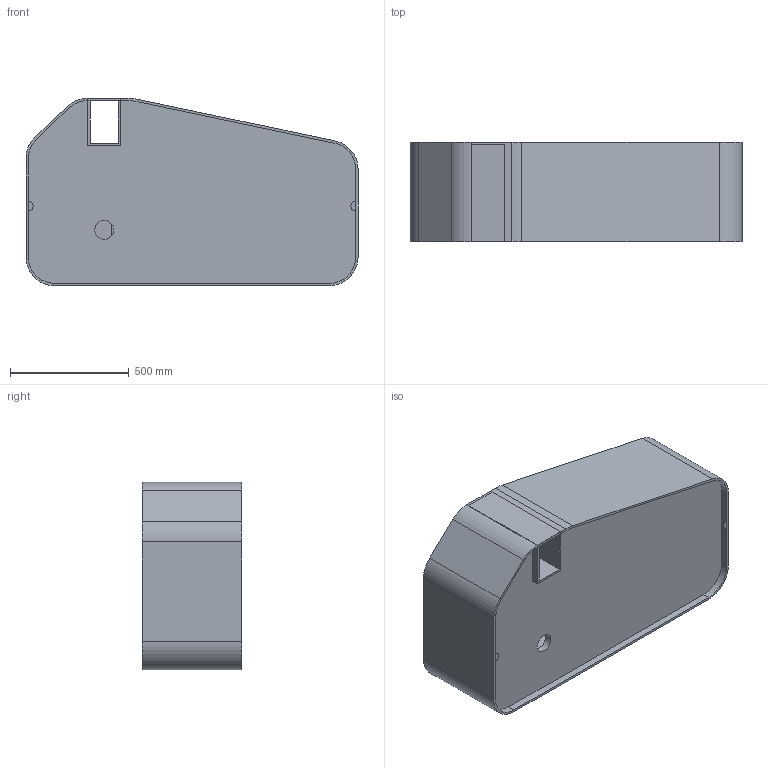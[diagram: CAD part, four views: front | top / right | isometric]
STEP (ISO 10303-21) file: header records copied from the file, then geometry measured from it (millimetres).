
FILE_DESCRIPTION(/* description */ (''),/* implementation_level */ '2;1');
FILE_NAME(/* name */ 'Border_Box',/* time_stamp */ '2018-04-13T16:44:02+01:00',/* author */ (''),/* organization */ (''),/* preprocessor_version */ 'ST-DEVELOPER v15',/* originating_system */ '',/* authorisation */ '');
FILE_SCHEMA (('AUTOMOTIVE_DESIGN'));
Length unit declared in the file: centimetre
Products named in the file (1): Document
Bounding box: 1400 x 420 x 790 mm (x, y, z)
Volume: 58569601.3 mm3; surface area: 8450133 mm2
Topology: 32 solids, 32 shells, 284 faces, 643 edges, 419 vertices
Faces by surface type: plane 158, bspline 126
Entity records: 7341 total; most frequent: CARTESIAN_POINT 3113, ORIENTED_EDGE 1278, EDGE_CURVE 639, VERTEX_POINT 419, B_SPLINE_CURVE_WITH_KNOTS 390, EDGE_LOOP 298, ADVANCED_FACE 284, FACE_OUTER_BOUND 284
